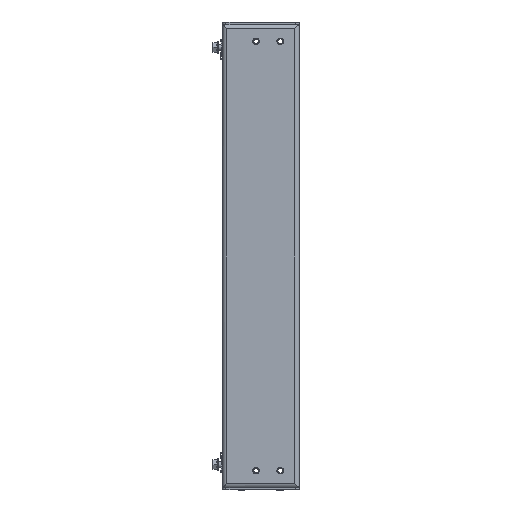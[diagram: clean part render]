
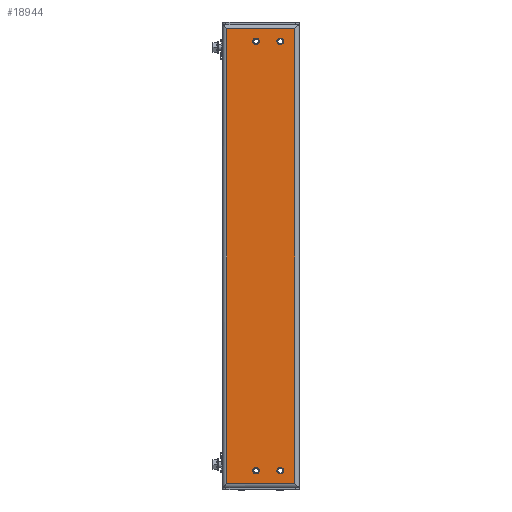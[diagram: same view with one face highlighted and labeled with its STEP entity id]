
A CAD part, left-side view. The second image highlights one B-rep face of the part: STEP entity #18944.
In plain terms, the highlighted planar face has unit normal (-1, 0, 0).
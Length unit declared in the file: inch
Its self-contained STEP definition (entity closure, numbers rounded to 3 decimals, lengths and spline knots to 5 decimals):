
#921 = EDGE_LOOP ( 'NONE', ( #83948 ) ) ;
#984 = AXIS2_PLACEMENT_3D ( 'NONE', #32092, #114355, #44999 ) ;
#1372 = CARTESIAN_POINT ( 'NONE',  ( -12.125, 1.76378, 23.80578 ) ) ;
#2912 = VECTOR ( 'NONE', #125508, 39.37008 ) ;
#3951 = AXIS2_PLACEMENT_3D ( 'NONE', #63004, #70882, #17267 ) ;
#7169 = DIRECTION ( 'NONE',  ( 0., -1., 0. ) ) ;
#7502 = CARTESIAN_POINT ( 'NONE',  ( -12.125, -1., 0.896 ) ) ;
#9255 = EDGE_CURVE ( 'NONE', #9625, #134252, #21559, .T. ) ;
#9625 = VERTEX_POINT ( 'NONE', #22859 ) ;
#10434 = LINE ( 'NONE', #56153, #2912 ) ;
#11231 = ORIENTED_EDGE ( 'NONE', *, *, #38303, .T. ) ;
#15884 = ORIENTED_EDGE ( 'NONE', *, *, #9255, .T. ) ;
#17267 = DIRECTION ( 'NONE',  ( 0., 0., 1. ) ) ;
#18900 = DIRECTION ( 'NONE',  ( 0., 0., 1. ) ) ;
#18944 = ADVANCED_FACE ( 'NONE', ( #125802, #124298, #90785, #134966, #88525 ), #135734, .T. ) ;
#21559 = LINE ( 'NONE', #52824, #70964 ) ;
#22690 = CARTESIAN_POINT ( 'NONE',  ( -12.125, 0.25, 0.896 ) ) ;
#22859 = CARTESIAN_POINT ( 'NONE',  ( -12.125, -1.76378, 23.80578 ) ) ;
#24489 = ORIENTED_EDGE ( 'NONE', *, *, #70230, .T. ) ;
#29683 = AXIS2_PLACEMENT_3D ( 'NONE', #22690, #149904, #139254 ) ;
#29884 = VECTOR ( 'NONE', #84448, 39.37008 ) ;
#30413 = DIRECTION ( 'NONE',  ( 1., 0., 0. ) ) ;
#30709 = CIRCLE ( 'NONE', #3951, 0.172 ) ;
#32092 = CARTESIAN_POINT ( 'NONE',  ( -12.125, 0., 24.042 ) ) ;
#35711 = EDGE_CURVE ( 'NONE', #43958, #9625, #10434, .T. ) ;
#38303 = EDGE_CURVE ( 'NONE', #147658, #147658, #49210, .T. ) ;
#40041 = EDGE_CURVE ( 'NONE', #134252, #108304, #40943, .T. ) ;
#40943 = LINE ( 'NONE', #87473, #29884 ) ;
#43958 = VERTEX_POINT ( 'NONE', #92117 ) ;
#44999 = DIRECTION ( 'NONE',  ( 0., 0., 1. ) ) ;
#49210 = CIRCLE ( 'NONE', #68739, 0.172 ) ;
#49494 = EDGE_LOOP ( 'NONE', ( #148173 ) ) ;
#50561 = CARTESIAN_POINT ( 'NONE',  ( -12.125, 0., 0.23622 ) ) ;
#51519 = CIRCLE ( 'NONE', #29683, 0.172 ) ;
#52824 = CARTESIAN_POINT ( 'NONE',  ( -12.125, 0., 23.80578 ) ) ;
#56153 = CARTESIAN_POINT ( 'NONE',  ( -12.125, -1.76378, 24.042 ) ) ;
#62017 = LINE ( 'NONE', #50561, #89874 ) ;
#63004 = CARTESIAN_POINT ( 'NONE',  ( -12.125, -1., 23.146 ) ) ;
#64458 = VERTEX_POINT ( 'NONE', #143662 ) ;
#68739 = AXIS2_PLACEMENT_3D ( 'NONE', #147727, #30413, #89132 ) ;
#69951 = CARTESIAN_POINT ( 'NONE',  ( -12.125, 1.76378, 0.23622 ) ) ;
#70230 = EDGE_CURVE ( 'NONE', #108304, #43958, #62017, .T. ) ;
#70882 = DIRECTION ( 'NONE',  ( 1., 0., 0. ) ) ;
#70964 = VECTOR ( 'NONE', #134350, 39.37008 ) ;
#79087 = CARTESIAN_POINT ( 'NONE',  ( -12.125, 0.25, 23.318 ) ) ;
#80731 = EDGE_CURVE ( 'NONE', #64458, #64458, #30709, .T. ) ;
#83948 = ORIENTED_EDGE ( 'NONE', *, *, #80731, .T. ) ;
#84448 = DIRECTION ( 'NONE',  ( 0., 0., -1. ) ) ;
#87473 = CARTESIAN_POINT ( 'NONE',  ( -12.125, 1.76378, 24.042 ) ) ;
#88525 = FACE_BOUND ( 'NONE', #921, .T. ) ;
#89132 = DIRECTION ( 'NONE',  ( 0., 0., 1. ) ) ;
#89874 = VECTOR ( 'NONE', #7169, 39.37008 ) ;
#90785 = FACE_BOUND ( 'NONE', #49494, .T. ) ;
#91316 = ORIENTED_EDGE ( 'NONE', *, *, #40041, .T. ) ;
#92117 = CARTESIAN_POINT ( 'NONE',  ( -12.125, -1.76378, 0.23622 ) ) ;
#99255 = AXIS2_PLACEMENT_3D ( 'NONE', #7502, #100451, #18900 ) ;
#99366 = CIRCLE ( 'NONE', #99255, 0.172 ) ;
#100451 = DIRECTION ( 'NONE',  ( 1., 0., 0. ) ) ;
#100866 = CARTESIAN_POINT ( 'NONE',  ( -12.125, -1., 1.068 ) ) ;
#105071 = EDGE_CURVE ( 'NONE', #127617, #127617, #51519, .T. ) ;
#106224 = EDGE_LOOP ( 'NONE', ( #15884, #91316, #24489, #149431 ) ) ;
#108304 = VERTEX_POINT ( 'NONE', #69951 ) ;
#114355 = DIRECTION ( 'NONE',  ( -1., 0., 0. ) ) ;
#117220 = ORIENTED_EDGE ( 'NONE', *, *, #105071, .T. ) ;
#124298 = FACE_BOUND ( 'NONE', #136927, .T. ) ;
#125508 = DIRECTION ( 'NONE',  ( 0., 0., 1. ) ) ;
#125802 = FACE_OUTER_BOUND ( 'NONE', #106224, .T. ) ;
#127617 = VERTEX_POINT ( 'NONE', #140548 ) ;
#134252 = VERTEX_POINT ( 'NONE', #1372 ) ;
#134350 = DIRECTION ( 'NONE',  ( 0., 1., 0. ) ) ;
#134966 = FACE_BOUND ( 'NONE', #147869, .T. ) ;
#135127 = VERTEX_POINT ( 'NONE', #100866 ) ;
#135734 = PLANE ( 'NONE',  #984 ) ;
#136927 = EDGE_LOOP ( 'NONE', ( #117220 ) ) ;
#139254 = DIRECTION ( 'NONE',  ( 0., 0., 1. ) ) ;
#140548 = CARTESIAN_POINT ( 'NONE',  ( -12.125, 0.25, 1.068 ) ) ;
#143662 = CARTESIAN_POINT ( 'NONE',  ( -12.125, -1., 23.318 ) ) ;
#147658 = VERTEX_POINT ( 'NONE', #79087 ) ;
#147727 = CARTESIAN_POINT ( 'NONE',  ( -12.125, 0.25, 23.146 ) ) ;
#147869 = EDGE_LOOP ( 'NONE', ( #11231 ) ) ;
#148173 = ORIENTED_EDGE ( 'NONE', *, *, #149124, .T. ) ;
#149124 = EDGE_CURVE ( 'NONE', #135127, #135127, #99366, .T. ) ;
#149431 = ORIENTED_EDGE ( 'NONE', *, *, #35711, .T. ) ;
#149904 = DIRECTION ( 'NONE',  ( 1., 0., 0. ) ) ;
